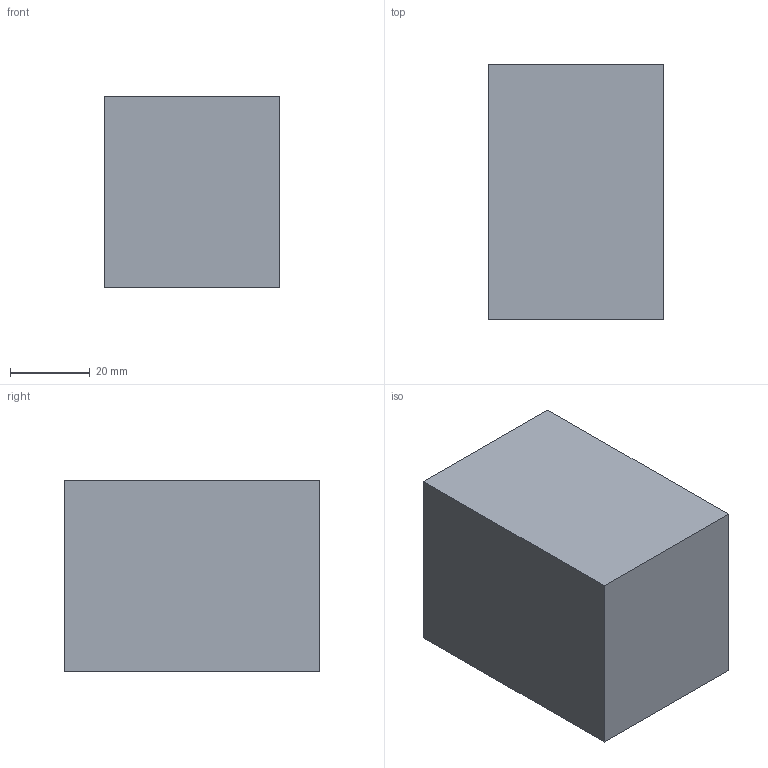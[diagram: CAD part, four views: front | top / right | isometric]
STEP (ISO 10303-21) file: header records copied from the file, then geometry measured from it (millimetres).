
FILE_DESCRIPTION(('FreeCAD Model'),'2;1');
FILE_NAME('Open CASCADE Shape Model','2026-02-22T10:22:09',('Author'),( ''),'Open CASCADE STEP processor 7.8','FreeCAD','Unknown');
FILE_SCHEMA(('AUTOMOTIVE_DESIGN { 1 0 10303 214 1 1 1 1 }'));
Length unit declared in the file: millimetre
Products named in the file (1): obudowa
Bounding box: 44 x 64 x 48 mm (x, y, z)
Volume: 38420.7 mm3; surface area: 26440.7 mm2
Topology: 1 solids, 1 shells, 23 faces, 48 edges, 32 vertices
Faces by surface type: plane 15, cylinder 8
Full cylindrical faces by diameter (mm): 2.5 x4
Entity records: 640 total; most frequent: DIRECTION 112, CARTESIAN_POINT 104, ORIENTED_EDGE 96, EDGE_CURVE 48, AXIS2_PLACEMENT_3D 40, VERTEX_POINT 32, LINE 32, VECTOR 32
